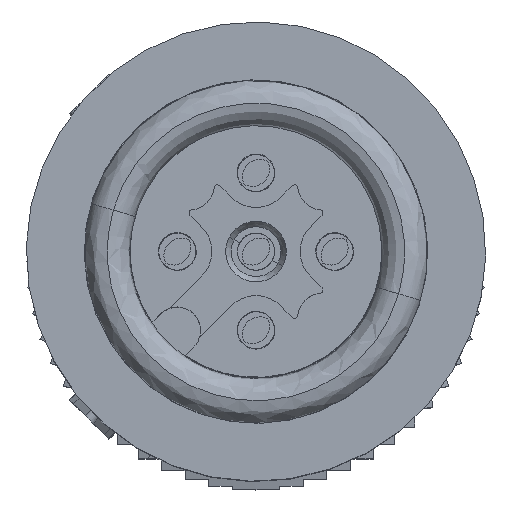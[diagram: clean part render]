
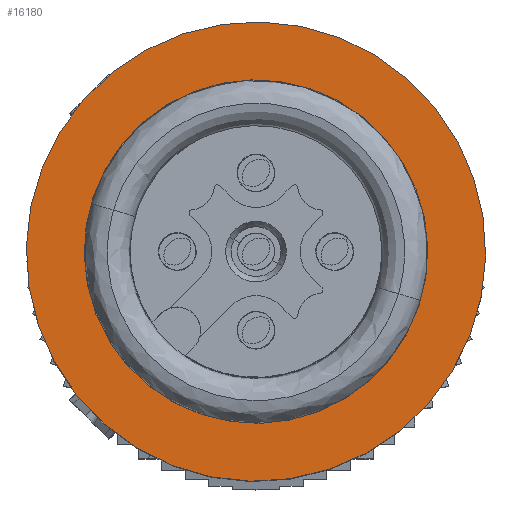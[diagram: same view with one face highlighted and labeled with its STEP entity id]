
A CAD part, top view. The second image highlights one B-rep face of the part: STEP entity #16180.
In plain terms, the highlighted planar face has unit normal (0, 0, 1).
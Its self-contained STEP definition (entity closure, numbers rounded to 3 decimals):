
#16142=AXIS2_PLACEMENT_3D('Plane Axis2P3D',#16139,#16140,#16141) ;
#16146=AXIS2_PLACEMENT_3D('Circle Axis2P3D',#16144,#16145,$) ;
#16155=AXIS2_PLACEMENT_3D('Circle Axis2P3D',#16153,#16154,$) ;
#16164=AXIS2_PLACEMENT_3D('Circle Axis2P3D',#16162,#16163,$) ;
#16173=AXIS2_PLACEMENT_3D('Circle Axis2P3D',#16171,#16172,$) ;
#16139=CARTESIAN_POINT('Axis2P3D Location',(7.3,14.6,189.5)) ;
#16144=CARTESIAN_POINT('Axis2P3D Location',(7.3,7.3,189.5)) ;
#16148=CARTESIAN_POINT('Vertex',(3.8,13.707,189.5)) ;
#16150=CARTESIAN_POINT('Vertex',(10.8,0.894,189.5)) ;
#16153=CARTESIAN_POINT('Axis2P3D Location',(7.3,7.3,189.5)) ;
#16162=CARTESIAN_POINT('Axis2P3D Location',(7.3,7.3,189.5)) ;
#16166=CARTESIAN_POINT('Vertex',(9.918,12.092,189.5)) ;
#16168=CARTESIAN_POINT('Vertex',(4.682,2.509,189.5)) ;
#16171=CARTESIAN_POINT('Axis2P3D Location',(7.3,7.3,189.5)) ;
#16140=DIRECTION('Axis2P3D Direction',(0.,0.,1.)) ;
#16141=DIRECTION('Axis2P3D XDirection',(0.,-1.,0.)) ;
#16145=DIRECTION('Axis2P3D Direction',(0.,0.,1.)) ;
#16154=DIRECTION('Axis2P3D Direction',(0.,0.,1.)) ;
#16163=DIRECTION('Axis2P3D Direction',(0.,0.,1.)) ;
#16172=DIRECTION('Axis2P3D Direction',(0.,0.,1.)) ;
#16159=ORIENTED_EDGE('',*,*,#16152,.T.) ;
#16160=ORIENTED_EDGE('',*,*,#16157,.T.) ;
#16177=ORIENTED_EDGE('',*,*,#16170,.F.) ;
#16178=ORIENTED_EDGE('',*,*,#16175,.F.) ;
#16179=FACE_BOUND('',#16176,.T.) ;
#16180=ADVANCED_FACE('Hauptk\X2\00F6\X0\rper',(#16161,#16179),#16143,.T.) ;
#16147=CIRCLE('generated circle',#16146,7.3) ;
#16156=CIRCLE('generated circle',#16155,7.3) ;
#16165=CIRCLE('generated circle',#16164,5.46) ;
#16174=CIRCLE('generated circle',#16173,5.46) ;
#16152=EDGE_CURVE('',#16149,#16151,#16147,.T.) ;
#16157=EDGE_CURVE('',#16151,#16149,#16156,.T.) ;
#16170=EDGE_CURVE('',#16167,#16169,#16165,.T.) ;
#16175=EDGE_CURVE('',#16169,#16167,#16174,.T.) ;
#16158=EDGE_LOOP('',(#16159,#16160)) ;
#16176=EDGE_LOOP('',(#16177,#16178)) ;
#16161=FACE_OUTER_BOUND('',#16158,.T.) ;
#16143=PLANE('',#16142) ;
#16149=VERTEX_POINT('',#16148) ;
#16151=VERTEX_POINT('',#16150) ;
#16167=VERTEX_POINT('',#16166) ;
#16169=VERTEX_POINT('',#16168) ;
